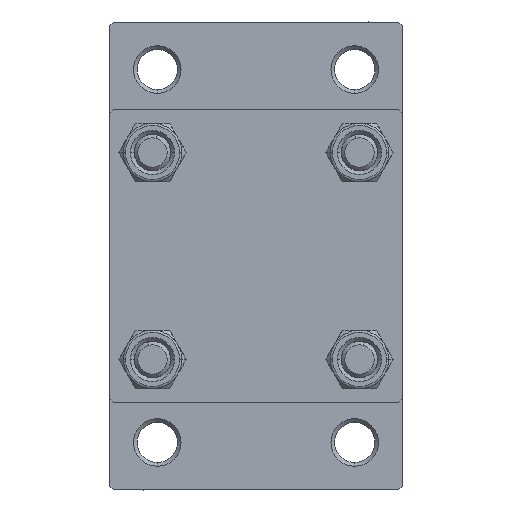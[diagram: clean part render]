
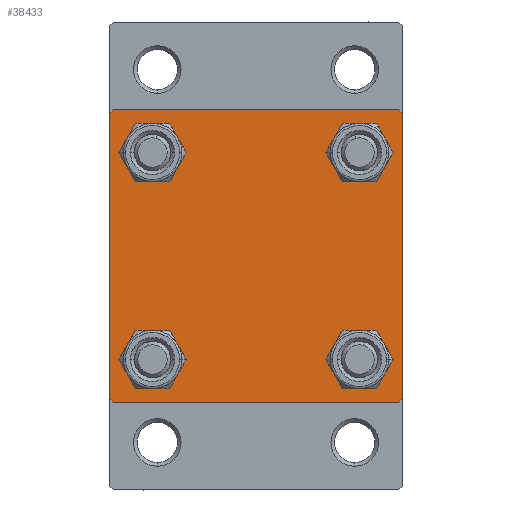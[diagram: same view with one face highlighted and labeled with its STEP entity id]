
A CAD part, left-side view. The second image highlights one B-rep face of the part: STEP entity #38433.
In plain terms, the highlighted planar face has unit normal (-1, 0, 0).
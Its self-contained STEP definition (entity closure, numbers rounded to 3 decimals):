
#1248 = CARTESIAN_POINT ( 'NONE',  ( 0., -19.5, -20. ) ) ;
#1497 = DIRECTION ( 'NONE',  ( 0., 0.707, 0.707 ) ) ;
#1744 = CARTESIAN_POINT ( 'NONE',  ( 0., 14.15, -14.15 ) ) ;
#2477 = VECTOR ( 'NONE', #1497, 1000. ) ;
#2503 = DIRECTION ( 'NONE',  ( -1., 0., 0. ) ) ;
#2603 = CARTESIAN_POINT ( 'NONE',  ( 0., 14.15, 17.15 ) ) ;
#3345 = CIRCLE ( 'NONE', #7954, 3. ) ;
#4529 = LINE ( 'NONE', #29997, #33800 ) ;
#4768 = CARTESIAN_POINT ( 'NONE',  ( 0., -19.5, 20. ) ) ;
#5120 = VERTEX_POINT ( 'NONE', #39475 ) ;
#5125 = DIRECTION ( 'NONE',  ( 0., 0., 1. ) ) ;
#5713 = VECTOR ( 'NONE', #27167, 1000. ) ;
#5721 = VERTEX_POINT ( 'NONE', #21441 ) ;
#5856 = VECTOR ( 'NONE', #18166, 1000. ) ;
#6305 = DIRECTION ( 'NONE',  ( 0., 0., 1. ) ) ;
#7068 = FACE_BOUND ( 'NONE', #41199, .T. ) ;
#7623 = VERTEX_POINT ( 'NONE', #25259 ) ;
#7774 = VERTEX_POINT ( 'NONE', #31929 ) ;
#7954 = AXIS2_PLACEMENT_3D ( 'NONE', #31769, #24555, #6305 ) ;
#8298 = VERTEX_POINT ( 'NONE', #43855 ) ;
#8544 = LINE ( 'NONE', #12158, #10624 ) ;
#9265 = CARTESIAN_POINT ( 'NONE',  ( 0., 14.15, -11.15 ) ) ;
#9384 = EDGE_CURVE ( 'NONE', #24029, #7623, #3345, .T. ) ;
#9625 = DIRECTION ( 'NONE',  ( 1., 0., 0. ) ) ;
#9989 = CIRCLE ( 'NONE', #43005, 3. ) ;
#10024 = EDGE_LOOP ( 'NONE', ( #45957, #26996, #16773, #41195, #42483, #21162, #23792, #42499 ) ) ;
#10083 = DIRECTION ( 'NONE',  ( 0., -0.707, 0.707 ) ) ;
#10269 = DIRECTION ( 'NONE',  ( 1., 0., 0. ) ) ;
#10360 = VERTEX_POINT ( 'NONE', #31829 ) ;
#10465 = LINE ( 'NONE', #46292, #5856 ) ;
#10624 = VECTOR ( 'NONE', #15538, 1000. ) ;
#11085 = LINE ( 'NONE', #25987, #5713 ) ;
#11208 = ORIENTED_EDGE ( 'NONE', *, *, #36071, .T. ) ;
#12158 = CARTESIAN_POINT ( 'NONE',  ( 0., 19.75, -19.75 ) ) ;
#12222 = ORIENTED_EDGE ( 'NONE', *, *, #41853, .T. ) ;
#12401 = EDGE_CURVE ( 'NONE', #10360, #7774, #41092, .T. ) ;
#12717 = CARTESIAN_POINT ( 'NONE',  ( 0., -14.15, -14.15 ) ) ;
#12781 = DIRECTION ( 'NONE',  ( 0., 0., 1. ) ) ;
#13809 = CARTESIAN_POINT ( 'NONE',  ( 0., -20., -19.5 ) ) ;
#14683 = VERTEX_POINT ( 'NONE', #31323 ) ;
#14805 = VERTEX_POINT ( 'NONE', #1248 ) ;
#15130 = VECTOR ( 'NONE', #10083, 1000. ) ;
#15281 = DIRECTION ( 'NONE',  ( 0., 0., 1. ) ) ;
#15508 = ORIENTED_EDGE ( 'NONE', *, *, #9384, .T. ) ;
#15538 = DIRECTION ( 'NONE',  ( 0., -0.707, -0.707 ) ) ;
#15651 = EDGE_CURVE ( 'NONE', #5721, #14805, #10465, .T. ) ;
#15819 = DIRECTION ( 'NONE',  ( 0., -1., 0. ) ) ;
#16049 = EDGE_LOOP ( 'NONE', ( #21225, #22738 ) ) ;
#16098 = DIRECTION ( 'NONE',  ( 1., 0., 0. ) ) ;
#16139 = ORIENTED_EDGE ( 'NONE', *, *, #28576, .T. ) ;
#16399 = AXIS2_PLACEMENT_3D ( 'NONE', #40275, #29201, #15281 ) ;
#16773 = ORIENTED_EDGE ( 'NONE', *, *, #15651, .T. ) ;
#17240 = EDGE_LOOP ( 'NONE', ( #32438, #12222 ) ) ;
#17331 = VERTEX_POINT ( 'NONE', #24855 ) ;
#17415 = PLANE ( 'NONE',  #45049 ) ;
#18166 = DIRECTION ( 'NONE',  ( 0., -1., 0. ) ) ;
#18288 = CIRCLE ( 'NONE', #25200, 3. ) ;
#18709 = VECTOR ( 'NONE', #39218, 1000. ) ;
#19748 = CIRCLE ( 'NONE', #46586, 3. ) ;
#20472 = EDGE_CURVE ( 'NONE', #27578, #43889, #18288, .T. ) ;
#20482 = DIRECTION ( 'NONE',  ( 1., 0., 0. ) ) ;
#20606 = EDGE_CURVE ( 'NONE', #22742, #5721, #8544, .T. ) ;
#20922 = CARTESIAN_POINT ( 'NONE',  ( 0., -14.15, 14.15 ) ) ;
#21162 = ORIENTED_EDGE ( 'NONE', *, *, #32936, .T. ) ;
#21225 = ORIENTED_EDGE ( 'NONE', *, *, #34744, .T. ) ;
#21441 = CARTESIAN_POINT ( 'NONE',  ( 0., 19.5, -20. ) ) ;
#21730 = FACE_BOUND ( 'NONE', #16049, .T. ) ;
#21816 = EDGE_CURVE ( 'NONE', #34355, #17331, #27560, .T. ) ;
#21864 = LINE ( 'NONE', #43019, #15130 ) ;
#22013 = DIRECTION ( 'NONE',  ( 0., 0., 1. ) ) ;
#22510 = AXIS2_PLACEMENT_3D ( 'NONE', #1744, #20482, #5125 ) ;
#22738 = ORIENTED_EDGE ( 'NONE', *, *, #20472, .T. ) ;
#22742 = VERTEX_POINT ( 'NONE', #33466 ) ;
#22995 = LINE ( 'NONE', #25890, #32069 ) ;
#23792 = ORIENTED_EDGE ( 'NONE', *, *, #24306, .F. ) ;
#23821 = CARTESIAN_POINT ( 'NONE',  ( 0., 14.15, 14.15 ) ) ;
#24029 = VERTEX_POINT ( 'NONE', #31448 ) ;
#24306 = EDGE_CURVE ( 'NONE', #8298, #29987, #4529, .T. ) ;
#24555 = DIRECTION ( 'NONE',  ( 1., 0., 0. ) ) ;
#24779 = LINE ( 'NONE', #35598, #18709 ) ;
#24855 = CARTESIAN_POINT ( 'NONE',  ( 0., 14.15, 11.15 ) ) ;
#25200 = AXIS2_PLACEMENT_3D ( 'NONE', #44132, #37408, #22013 ) ;
#25259 = CARTESIAN_POINT ( 'NONE',  ( 0., -14.15, 11.15 ) ) ;
#25890 = CARTESIAN_POINT ( 'NONE',  ( 0., 19.75, 19.75 ) ) ;
#25987 = CARTESIAN_POINT ( 'NONE',  ( 0., 20., 20. ) ) ;
#26422 = ORIENTED_EDGE ( 'NONE', *, *, #12401, .T. ) ;
#26996 = ORIENTED_EDGE ( 'NONE', *, *, #20606, .T. ) ;
#27167 = DIRECTION ( 'NONE',  ( 0., 0., -1. ) ) ;
#27560 = CIRCLE ( 'NONE', #47557, 3. ) ;
#27578 = VERTEX_POINT ( 'NONE', #36534 ) ;
#28576 = EDGE_CURVE ( 'NONE', #7623, #24029, #9989, .T. ) ;
#28592 = DIRECTION ( 'NONE',  ( 0., 0., 1. ) ) ;
#29201 = DIRECTION ( 'NONE',  ( 1., 0., 0. ) ) ;
#29987 = VERTEX_POINT ( 'NONE', #4768 ) ;
#29997 = CARTESIAN_POINT ( 'NONE',  ( 0., 20., 20. ) ) ;
#31047 = LINE ( 'NONE', #38509, #2477 ) ;
#31323 = CARTESIAN_POINT ( 'NONE',  ( 0., 20., 19.5 ) ) ;
#31448 = CARTESIAN_POINT ( 'NONE',  ( 0., -14.15, 17.15 ) ) ;
#31666 = DIRECTION ( 'NONE',  ( 0., 0., 1. ) ) ;
#31769 = CARTESIAN_POINT ( 'NONE',  ( 0., -14.15, 14.15 ) ) ;
#31829 = CARTESIAN_POINT ( 'NONE',  ( 0., -14.15, -17.15 ) ) ;
#31929 = CARTESIAN_POINT ( 'NONE',  ( 0., -14.15, -11.15 ) ) ;
#31935 = VERTEX_POINT ( 'NONE', #13809 ) ;
#32069 = VECTOR ( 'NONE', #40567, 1000. ) ;
#32438 = ORIENTED_EDGE ( 'NONE', *, *, #21816, .T. ) ;
#32936 = EDGE_CURVE ( 'NONE', #5120, #29987, #31047, .T. ) ;
#33466 = CARTESIAN_POINT ( 'NONE',  ( 0., 20., -19.5 ) ) ;
#33800 = VECTOR ( 'NONE', #15819, 1000. ) ;
#34355 = VERTEX_POINT ( 'NONE', #2603 ) ;
#34744 = EDGE_CURVE ( 'NONE', #43889, #27578, #43211, .T. ) ;
#34837 = EDGE_CURVE ( 'NONE', #5120, #31935, #24779, .T. ) ;
#35461 = EDGE_LOOP ( 'NONE', ( #11208, #26422 ) ) ;
#35598 = CARTESIAN_POINT ( 'NONE',  ( 0., -20., 20. ) ) ;
#36071 = EDGE_CURVE ( 'NONE', #7774, #10360, #47089, .T. ) ;
#36390 = FACE_OUTER_BOUND ( 'NONE', #10024, .T. ) ;
#36534 = CARTESIAN_POINT ( 'NONE',  ( 0., 14.15, -17.15 ) ) ;
#37408 = DIRECTION ( 'NONE',  ( 1., 0., 0. ) ) ;
#38279 = EDGE_CURVE ( 'NONE', #14683, #22742, #11085, .T. ) ;
#38433 = ADVANCED_FACE ( 'NONE', ( #7068, #47203, #21730, #43126, #36390 ), #17415, .T. ) ;
#38509 = CARTESIAN_POINT ( 'NONE',  ( 0., -19.75, 19.75 ) ) ;
#38667 = DIRECTION ( 'NONE',  ( 0., 0., 1. ) ) ;
#39049 = DIRECTION ( 'NONE',  ( 0., 0., 1. ) ) ;
#39218 = DIRECTION ( 'NONE',  ( 0., 0., -1. ) ) ;
#39475 = CARTESIAN_POINT ( 'NONE',  ( 0., -20., 19.5 ) ) ;
#40275 = CARTESIAN_POINT ( 'NONE',  ( 0., -14.15, -14.15 ) ) ;
#40510 = EDGE_CURVE ( 'NONE', #14805, #31935, #21864, .T. ) ;
#40567 = DIRECTION ( 'NONE',  ( 0., 0.707, -0.707 ) ) ;
#41092 = CIRCLE ( 'NONE', #41867, 3. ) ;
#41195 = ORIENTED_EDGE ( 'NONE', *, *, #40510, .T. ) ;
#41199 = EDGE_LOOP ( 'NONE', ( #15508, #16139 ) ) ;
#41853 = EDGE_CURVE ( 'NONE', #17331, #34355, #19748, .T. ) ;
#41867 = AXIS2_PLACEMENT_3D ( 'NONE', #12717, #16098, #31666 ) ;
#42483 = ORIENTED_EDGE ( 'NONE', *, *, #34837, .F. ) ;
#42499 = ORIENTED_EDGE ( 'NONE', *, *, #46488, .T. ) ;
#42883 = CARTESIAN_POINT ( 'NONE',  ( 0., 0., 0. ) ) ;
#43005 = AXIS2_PLACEMENT_3D ( 'NONE', #20922, #9625, #12781 ) ;
#43019 = CARTESIAN_POINT ( 'NONE',  ( 0., -19.75, -19.75 ) ) ;
#43126 = FACE_BOUND ( 'NONE', #17240, .T. ) ;
#43211 = CIRCLE ( 'NONE', #22510, 3. ) ;
#43855 = CARTESIAN_POINT ( 'NONE',  ( 0., 19.5, 20. ) ) ;
#43889 = VERTEX_POINT ( 'NONE', #9265 ) ;
#44132 = CARTESIAN_POINT ( 'NONE',  ( 0., 14.15, -14.15 ) ) ;
#45049 = AXIS2_PLACEMENT_3D ( 'NONE', #42883, #2503, #39049 ) ;
#45957 = ORIENTED_EDGE ( 'NONE', *, *, #38279, .T. ) ;
#46164 = DIRECTION ( 'NONE',  ( 1., 0., 0. ) ) ;
#46292 = CARTESIAN_POINT ( 'NONE',  ( 0., 20., -20. ) ) ;
#46488 = EDGE_CURVE ( 'NONE', #8298, #14683, #22995, .T. ) ;
#46586 = AXIS2_PLACEMENT_3D ( 'NONE', #23821, #46164, #28592 ) ;
#46806 = CARTESIAN_POINT ( 'NONE',  ( 0., 14.15, 14.15 ) ) ;
#47089 = CIRCLE ( 'NONE', #16399, 3. ) ;
#47203 = FACE_BOUND ( 'NONE', #35461, .T. ) ;
#47557 = AXIS2_PLACEMENT_3D ( 'NONE', #46806, #10269, #38667 ) ;
